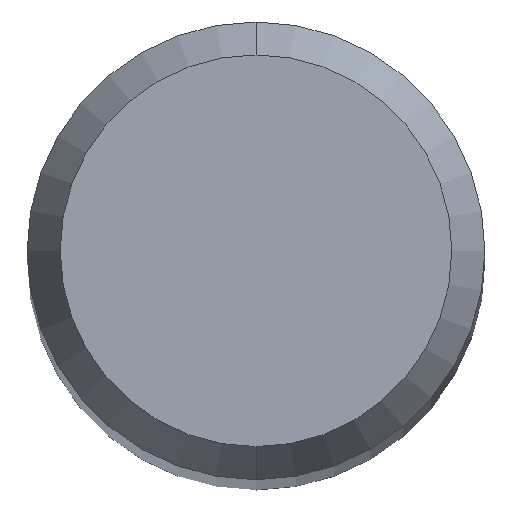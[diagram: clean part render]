
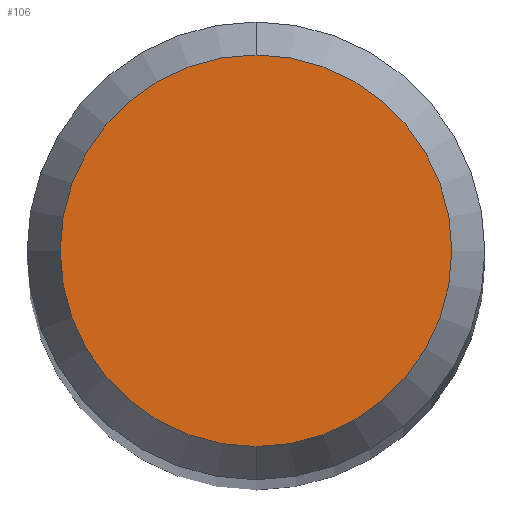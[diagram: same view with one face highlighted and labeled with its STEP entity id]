
A CAD part, top view. The second image highlights one B-rep face of the part: STEP entity #106.
In plain terms, the highlighted planar face has unit normal (0, 0, 1).
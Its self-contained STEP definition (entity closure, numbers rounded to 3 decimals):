
#106=ADVANCED_FACE('',(#247),#248,.T.);
#122=EDGE_CURVE('',#128,#182,#266,.T.);
#128=VERTEX_POINT('',#273);
#132=EDGE_CURVE('',#182,#128,#277,.T.);
#182=VERTEX_POINT('',#333);
#247=FACE_OUTER_BOUND('',#395,.T.);
#248=PLANE('',#396);
#266=CIRCLE('',#418,1.358);
#273=CARTESIAN_POINT('',(0.0,1.358,0.01));
#277=CIRCLE('',#433,1.358);
#333=CARTESIAN_POINT('',(0.,-1.358,0.01));
#395=EDGE_LOOP('',(#579,#580));
#396=AXIS2_PLACEMENT_3D('',#581,#582,#583);
#418=AXIS2_PLACEMENT_3D('',#607,#608,#609);
#433=AXIS2_PLACEMENT_3D('',#622,#623,#624);
#579=ORIENTED_EDGE('',*,*,#122,.F.);
#580=ORIENTED_EDGE('',*,*,#132,.F.);
#581=CARTESIAN_POINT('',(0.0,0.679,0.01));
#582=DIRECTION('',(-0.0,0.0,1.0));
#583=DIRECTION('',(0.0,-1.0,0.0));
#607=CARTESIAN_POINT('',(0.0,0.0,0.01));
#608=DIRECTION('',(0.0,0.0,-1.0));
#609=DIRECTION('',(0.0,1.0,0.0));
#622=CARTESIAN_POINT('',(0.0,0.0,0.01));
#623=DIRECTION('',(0.0,0.0,-1.0));
#624=DIRECTION('',(0.0,1.0,0.0));
